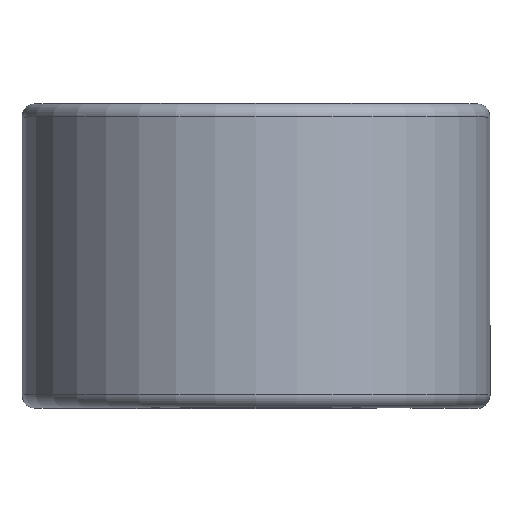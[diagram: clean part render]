
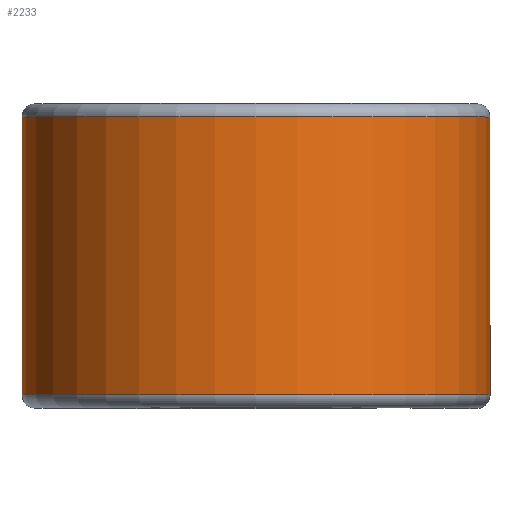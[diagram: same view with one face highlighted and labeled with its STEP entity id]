
A CAD part, top view. The second image highlights one B-rep face of the part: STEP entity #2233.
In plain terms, the highlighted cylindrical face has radius 13.424 mm (diameter 26.848 mm), a partial arc.
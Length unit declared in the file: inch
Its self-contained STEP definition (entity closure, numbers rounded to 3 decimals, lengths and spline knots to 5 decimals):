
#11 = DIRECTION ( 'NONE',  ( 0., 0., -1. ) ) ;
#35 = VERTEX_POINT ( 'NONE', #2310 ) ;
#43 = LINE ( 'NONE', #1087, #540 ) ;
#99 = CARTESIAN_POINT ( 'NONE',  ( 0.5285, 0.31375, 0. ) ) ;
#103 = DIRECTION ( 'NONE',  ( 0., -1., 0. ) ) ;
#191 = ORIENTED_EDGE ( 'NONE', *, *, #509, .T. ) ;
#196 = AXIS2_PLACEMENT_3D ( 'NONE', #2329, #103, #11 ) ;
#323 = ORIENTED_EDGE ( 'NONE', *, *, #2132, .F. ) ;
#334 = ORIENTED_EDGE ( 'NONE', *, *, #559, .F. ) ;
#368 = VECTOR ( 'NONE', #2274, 39.37008 ) ;
#382 = CARTESIAN_POINT ( 'NONE',  ( 0., 0.31375, 0. ) ) ;
#393 = CARTESIAN_POINT ( 'NONE',  ( 0., 0.3125, 0. ) ) ;
#509 = EDGE_CURVE ( 'NONE', #651, #35, #781, .T. ) ;
#539 = DIRECTION ( 'NONE',  ( 0., -1., 0. ) ) ;
#540 = VECTOR ( 'NONE', #1451, 39.37008 ) ;
#559 = EDGE_CURVE ( 'NONE', #2242, #2337, #1739, .T. ) ;
#566 = CYLINDRICAL_SURFACE ( 'NONE', #1417, 0.5285 ) ;
#651 = VERTEX_POINT ( 'NONE', #766 ) ;
#722 = LINE ( 'NONE', #99, #368 ) ;
#723 = DIRECTION ( 'NONE',  ( 0., 0., -1. ) ) ;
#740 = EDGE_CURVE ( 'NONE', #2242, #651, #722, .T. ) ;
#766 = CARTESIAN_POINT ( 'NONE',  ( 0.5285, 0.31375, 0. ) ) ;
#781 = CIRCLE ( 'NONE', #1924, 0.5285 ) ;
#1087 = CARTESIAN_POINT ( 'NONE',  ( 0., 0.31375, -0.5285 ) ) ;
#1320 = EDGE_LOOP ( 'NONE', ( #1382, #191, #323, #334 ) ) ;
#1382 = ORIENTED_EDGE ( 'NONE', *, *, #740, .T. ) ;
#1417 = AXIS2_PLACEMENT_3D ( 'NONE', #393, #1840, #2065 ) ;
#1451 = DIRECTION ( 'NONE',  ( 0., 1., 0. ) ) ;
#1495 = CARTESIAN_POINT ( 'NONE',  ( 0., -0.31375, -0.5285 ) ) ;
#1739 = CIRCLE ( 'NONE', #196, 0.5285 ) ;
#1840 = DIRECTION ( 'NONE',  ( 0., -1., 0. ) ) ;
#1924 = AXIS2_PLACEMENT_3D ( 'NONE', #382, #539, #723 ) ;
#2065 = DIRECTION ( 'NONE',  ( 0., 0., -1. ) ) ;
#2132 = EDGE_CURVE ( 'NONE', #2337, #35, #43, .T. ) ;
#2233 = ADVANCED_FACE ( 'NONE', ( #2364 ), #566, .T. ) ;
#2242 = VERTEX_POINT ( 'NONE', #2259 ) ;
#2259 = CARTESIAN_POINT ( 'NONE',  ( 0.5285, -0.31375, 0. ) ) ;
#2274 = DIRECTION ( 'NONE',  ( 0., 1., 0. ) ) ;
#2310 = CARTESIAN_POINT ( 'NONE',  ( 0., 0.31375, -0.5285 ) ) ;
#2329 = CARTESIAN_POINT ( 'NONE',  ( 0., -0.31375, 0. ) ) ;
#2337 = VERTEX_POINT ( 'NONE', #1495 ) ;
#2364 = FACE_OUTER_BOUND ( 'NONE', #1320, .T. ) ;
